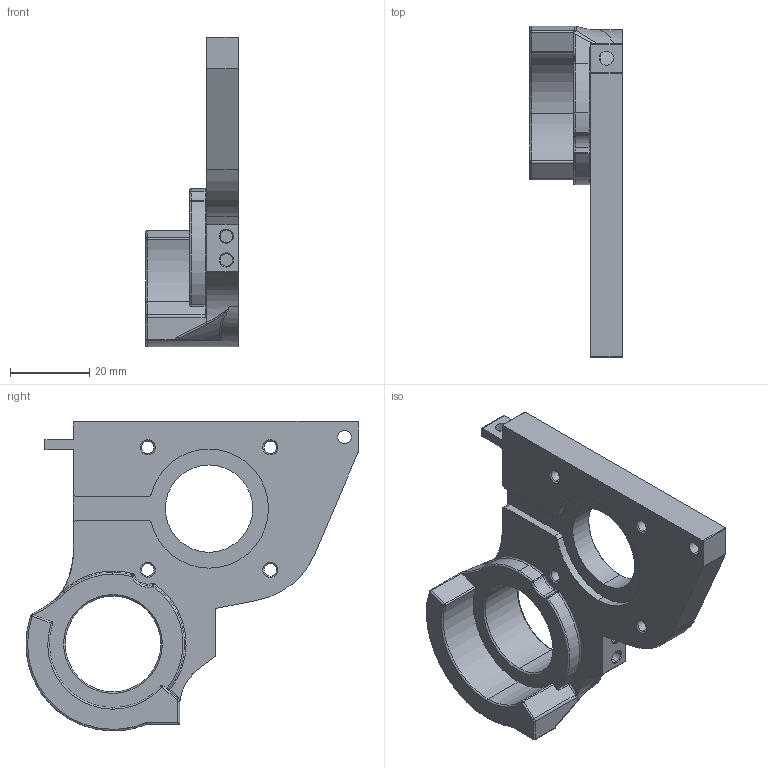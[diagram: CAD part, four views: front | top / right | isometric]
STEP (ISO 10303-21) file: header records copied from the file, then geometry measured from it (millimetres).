
FILE_DESCRIPTION (( 'STEP AP214' ), '1' );
FILE_NAME ('CFV5_Scale_MotorMount.STEP', '2025-01-11T16:59:08', ( '' ), ( '' ), 'SwSTEP 2.0', 'SolidWorks 2025', '' );
FILE_SCHEMA (( 'AUTOMOTIVE_DESIGN' ));
Length unit declared in the file: millimetre
Products named in the file (1): CFV5_Scale_MotorMount
Bounding box: 23.4 x 84 x 78.4 mm (x, y, z)
Volume: 33077.5 mm3; surface area: 13099.7 mm2
Topology: 1 solids, 1 shells, 163 faces, 406 edges, 240 vertices
Faces by surface type: cylinder 69, plane 25, torus 22, cone 21, bspline 19, sphere 7
Entity records: 5487 total; most frequent: CARTESIAN_POINT 1630, DIRECTION 843, ORIENTED_EDGE 794, EDGE_CURVE 397, AXIS2_PLACEMENT_3D 349, VERTEX_POINT 239, CIRCLE 204, EDGE_LOOP 182
